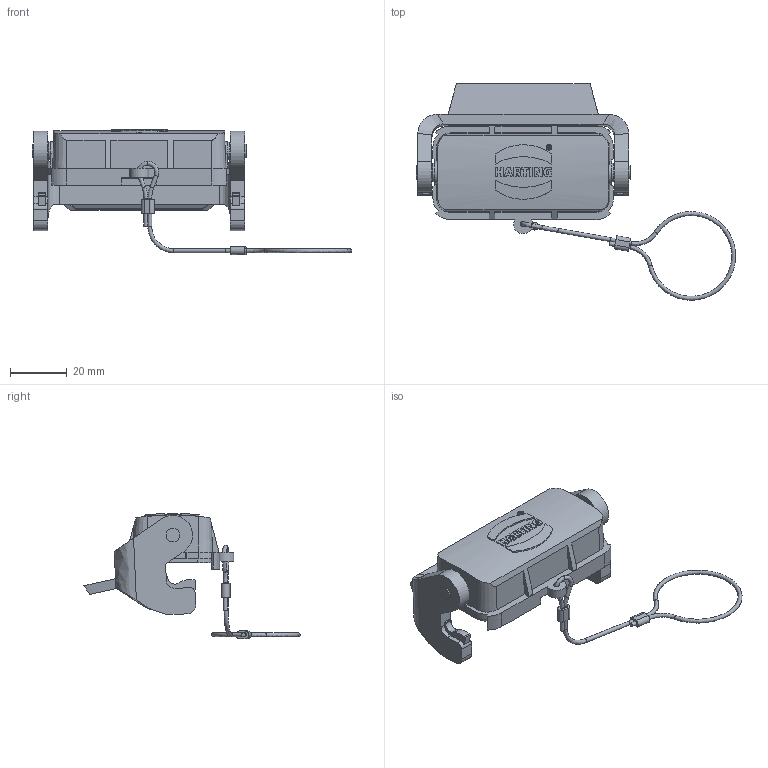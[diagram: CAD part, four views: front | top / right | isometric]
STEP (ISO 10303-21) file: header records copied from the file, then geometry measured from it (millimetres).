
FILE_DESCRIPTION(/* description */ (''),/* implementation_level */ '2;1');
FILE_NAME(/* name */ '100118118ugm000_d.stp',/* time_stamp */ '2019-09-06T10:23:57+02:00',/* author */ (''),/* organization */ (''),/* preprocessor_version */ 'ST-DEVELOPER v16.7',/* originating_system */ 'SIEMENS PLM Software NX 12.0',/* authorisation */ '');
FILE_SCHEMA (('AUTOMOTIVE_DESIGN { 1 0 10303 214 3 1 1 1 }'));
Length unit declared in the file: millimetre
Products named in the file (1): 100118118ugm000_d
Bounding box: 112.81 x 76.43 x 44.25 mm (x, y, z)
Volume: 19747.2 mm3; surface area: 18416.6 mm2
Topology: 2 solids, 2 shells, 328 faces, 878 edges, 575 vertices
Faces by surface type: plane 210, cylinder 76, bspline 29, cone 10, extrusion 3
Full cylindrical faces by diameter (mm): 1.4 x1, 2 x2, 4.8 x4, 6.5 x2
Entity records: 13093 total; most frequent: CARTESIAN_POINT 3540, ORIENTED_EDGE 1664, DIRECTION 1577, EDGE_CURVE 832, VERTEX_POINT 563, VECTOR 539, LINE 536, AXIS2_PLACEMENT_3D 519
